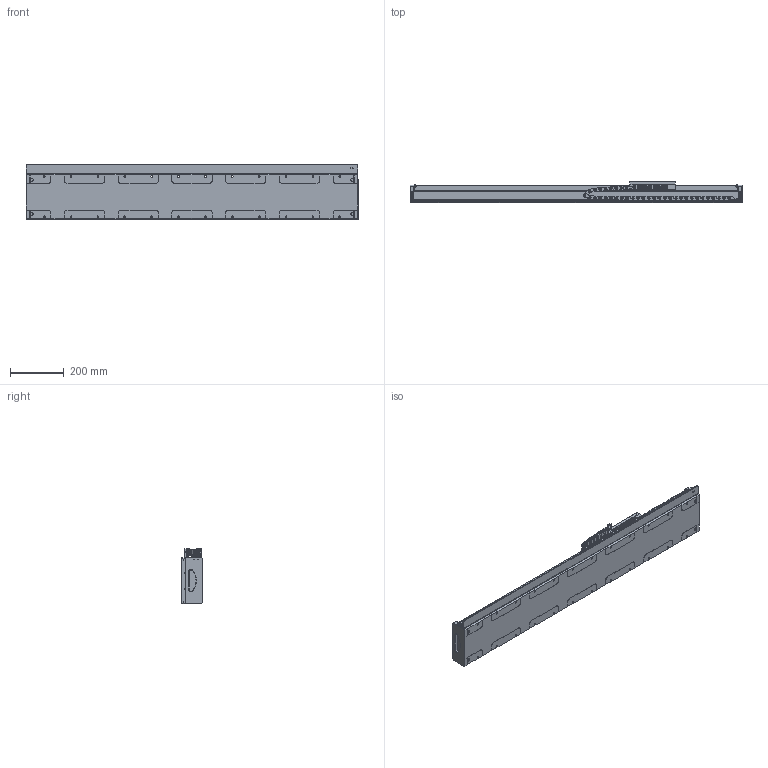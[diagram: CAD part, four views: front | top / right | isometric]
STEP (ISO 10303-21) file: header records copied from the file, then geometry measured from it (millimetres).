
FILE_DESCRIPTION (( 'STEP AP203' ), '1' );
FILE_NAME ('FMS170Z-1000.STEP', '2021-08-02T02:20:39', ( '' ), ( '' ), 'SwSTEP 2.0', 'SolidWorks 2017', '' );
FILE_SCHEMA (( 'CONFIG_CONTROL_DESIGN' ));
Length unit declared in the file: millimetre
Products named in the file (1): FMS170Z-1000
Bounding box: 1235 x 80 x 205 mm (x, y, z)
Surface area: 931875.5 mm2 (no closed solid volume)
Topology: 0 solids, 142 shells, 3912 faces, 10159 edges, 6468 vertices
Faces by surface type: plane 1760, cylinder 1510, torus 211, cone 201, sphere 121, bspline 109
Entity records: 141830 total; most frequent: CARTESIAN_POINT 45825, DIRECTION 20300, ORIENTED_EDGE 19448, EDGE_CURVE 9951, AXIS2_PLACEMENT_3D 7208, VERTEX_POINT 6439, LINE 5884, VECTOR 5884
